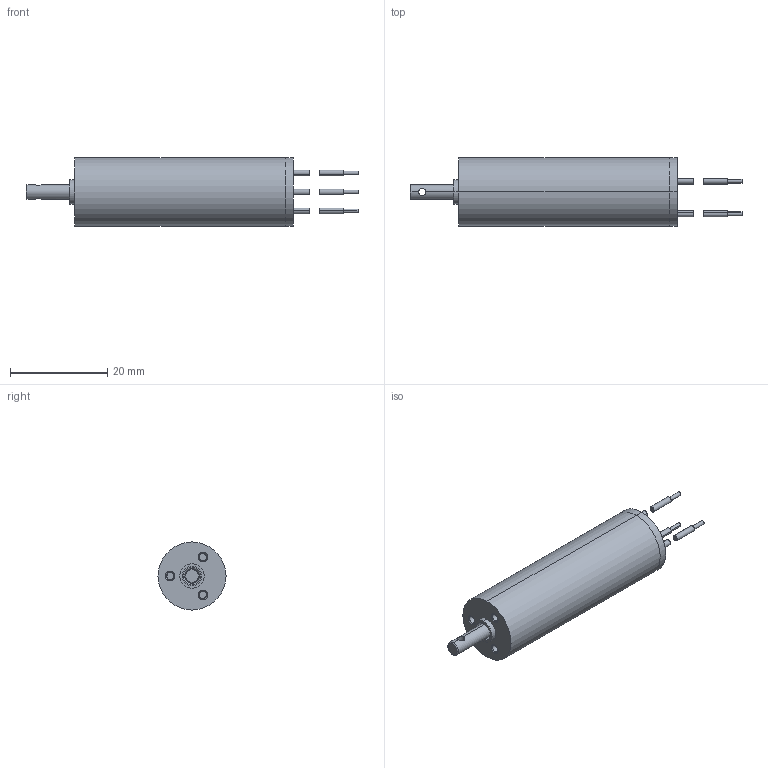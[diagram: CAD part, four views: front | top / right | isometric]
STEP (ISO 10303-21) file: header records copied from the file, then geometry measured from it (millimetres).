
FILE_DESCRIPTION (( 'STEP AP214' ), '1' );
FILE_NAME ('102504501.STEP', '2025-07-10T00:59:16', ( 'China' ), ( 'Microsoft' ), 'SwSTEP 2.0', 'SolidWorks 2025', '' );
FILE_SCHEMA (( 'AUTOMOTIVE_DESIGN' ));
Length unit declared in the file: millimetre
Products named in the file (1): 102504501
Bounding box: 68.3 x 14 x 14 mm (x, y, z)
Volume: 6375.9 mm3; surface area: 31646.7 mm2
Topology: 184 solids, 184 shells, 1201 faces, 2405 edges, 1586 vertices
Faces by surface type: cylinder 764, plane 389, torus 40, cone 6, bspline 2
Entity records: 35707 total; most frequent: CARTESIAN_POINT 6537, DIRECTION 6417, ORIENTED_EDGE 4810, AXIS2_PLACEMENT_3D 2820, EDGE_CURVE 2405, CIRCLE 1620, VERTEX_POINT 1586, EDGE_LOOP 1573
